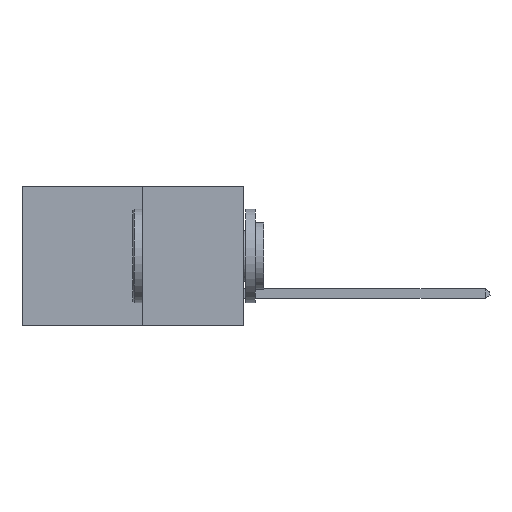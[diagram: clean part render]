
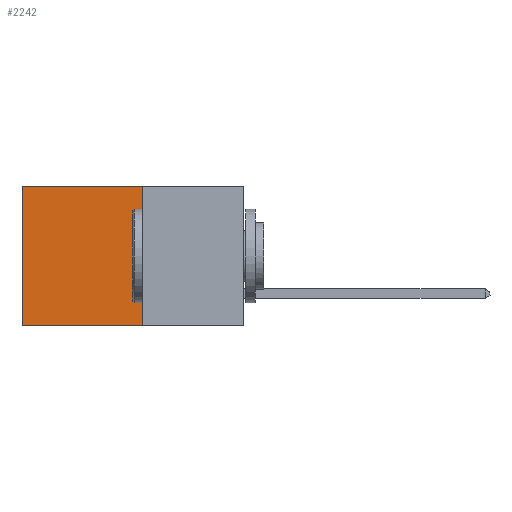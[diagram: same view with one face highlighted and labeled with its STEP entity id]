
A CAD part, left-side view. The second image highlights one B-rep face of the part: STEP entity #2242.
In plain terms, the highlighted planar face has unit normal (-1, 0, 0).
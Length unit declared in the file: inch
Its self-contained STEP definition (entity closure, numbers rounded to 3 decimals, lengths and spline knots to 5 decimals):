
#799 = EDGE_CURVE ( 'NONE', #2658, #4769, #9418, .T. ) ;
#864 = ORIENTED_EDGE ( 'NONE', *, *, #9922, .T. ) ;
#913 = VECTOR ( 'NONE', #11950, 39.37008 ) ;
#949 = ORIENTED_EDGE ( 'NONE', *, *, #799, .F. ) ;
#962 = ORIENTED_EDGE ( 'NONE', *, *, #10774, .F. ) ;
#1069 = ORIENTED_EDGE ( 'NONE', *, *, #13406, .T. ) ;
#1097 = DIRECTION ( 'NONE',  ( 1., 0., 0. ) ) ;
#1214 = DIRECTION ( 'NONE',  ( 0., 1., 0. ) ) ;
#2242 = ADVANCED_FACE ( 'NONE', ( #10866 ), #5999, .F. ) ;
#2564 = CARTESIAN_POINT ( 'NONE',  ( 0.277, 0.27, -0.37 ) ) ;
#2658 = VERTEX_POINT ( 'NONE', #13955 ) ;
#3182 = DIRECTION ( 'NONE',  ( 0., 0., -1. ) ) ;
#4706 = CARTESIAN_POINT ( 'NONE',  ( 0.277, 0.27, 0. ) ) ;
#4769 = VERTEX_POINT ( 'NONE', #7970 ) ;
#5310 = LINE ( 'NONE', #9759, #14180 ) ;
#5476 = VECTOR ( 'NONE', #11349, 39.37008 ) ;
#5956 = CARTESIAN_POINT ( 'NONE',  ( 0.277, 0.59, 0. ) ) ;
#5999 = PLANE ( 'NONE',  #6623 ) ;
#6043 = CARTESIAN_POINT ( 'NONE',  ( 0.277, 0.27, -0.37 ) ) ;
#6623 = AXIS2_PLACEMENT_3D ( 'NONE', #6043, #1097, #9306 ) ;
#7010 = VERTEX_POINT ( 'NONE', #5956 ) ;
#7274 = VECTOR ( 'NONE', #1214, 39.37008 ) ;
#7353 = CARTESIAN_POINT ( 'NONE',  ( 0.277, 0.27, -0.37 ) ) ;
#7893 = CARTESIAN_POINT ( 'NONE',  ( 0.277, 0.27, 0. ) ) ;
#7970 = CARTESIAN_POINT ( 'NONE',  ( 0.277, 0.59, -0.37 ) ) ;
#9306 = DIRECTION ( 'NONE',  ( 0., 0., -1. ) ) ;
#9418 = LINE ( 'NONE', #7353, #913 ) ;
#9487 = VERTEX_POINT ( 'NONE', #4706 ) ;
#9759 = CARTESIAN_POINT ( 'NONE',  ( 0.277, 0.59, -0.37 ) ) ;
#9922 = EDGE_CURVE ( 'NONE', #7010, #4769, #5310, .T. ) ;
#10124 = LINE ( 'NONE', #7893, #7274 ) ;
#10774 = EDGE_CURVE ( 'NONE', #9487, #2658, #11564, .T. ) ;
#10866 = FACE_OUTER_BOUND ( 'NONE', #13778, .T. ) ;
#11349 = DIRECTION ( 'NONE',  ( 0., 0., -1. ) ) ;
#11564 = LINE ( 'NONE', #2564, #5476 ) ;
#11950 = DIRECTION ( 'NONE',  ( 0., 1., 0. ) ) ;
#13406 = EDGE_CURVE ( 'NONE', #9487, #7010, #10124, .T. ) ;
#13778 = EDGE_LOOP ( 'NONE', ( #864, #949, #962, #1069 ) ) ;
#13955 = CARTESIAN_POINT ( 'NONE',  ( 0.277, 0.27, -0.37 ) ) ;
#14180 = VECTOR ( 'NONE', #3182, 39.37008 ) ;
